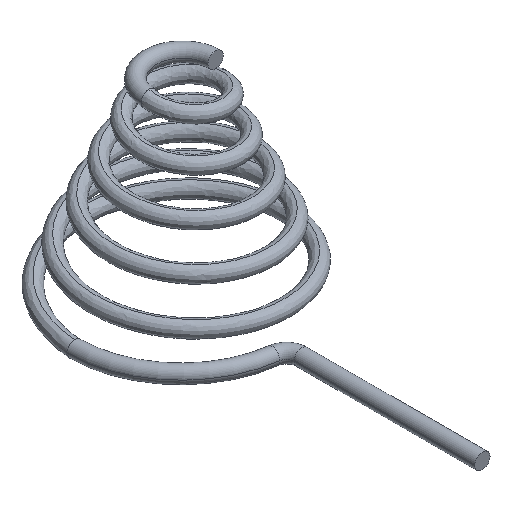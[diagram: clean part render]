
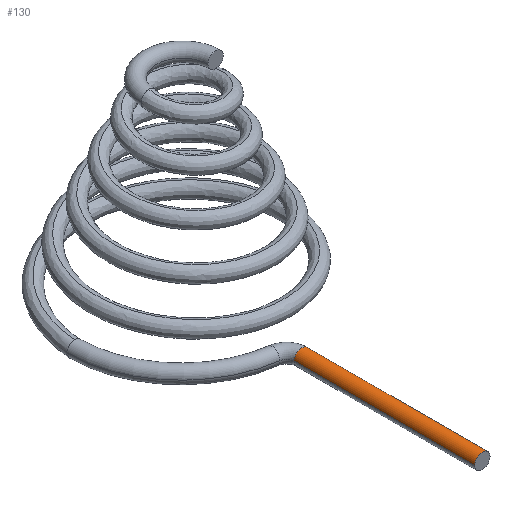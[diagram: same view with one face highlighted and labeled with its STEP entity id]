
A CAD part, isometric view. The second image highlights one B-rep face of the part: STEP entity #130.
In plain terms, the highlighted cylindrical face has radius 0.3 mm (diameter 0.6 mm), a partial arc.
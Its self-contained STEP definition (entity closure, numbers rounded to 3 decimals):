
#51 = VERTEX_POINT ( 'NONE', #141 ) ;
#96 = DIRECTION ( 'NONE',  ( 0., -1., 0. ) ) ;
#111 = ORIENTED_EDGE ( 'NONE', *, *, #993, .F. ) ;
#130 = ADVANCED_FACE ( 'NONE', ( #1305 ), #1176, .T. ) ;
#141 = CARTESIAN_POINT ( 'NONE',  ( 0.3, -4.712, 0. ) ) ;
#199 = CARTESIAN_POINT ( 'NONE',  ( 0.3, -11.75, 0. ) ) ;
#259 = DIRECTION ( 'NONE',  ( 0., -1., 0. ) ) ;
#272 = LINE ( 'NONE', #1492, #1892 ) ;
#341 = AXIS2_PLACEMENT_3D ( 'NONE', #1514, #1318, #496 ) ;
#385 = VERTEX_POINT ( 'NONE', #1847 ) ;
#406 = ORIENTED_EDGE ( 'NONE', *, *, #1596, .F. ) ;
#496 = DIRECTION ( 'NONE',  ( 1., 0., 0. ) ) ;
#580 = DIRECTION ( 'NONE',  ( 0., 0., -1. ) ) ;
#739 = ORIENTED_EDGE ( 'NONE', *, *, #1453, .T. ) ;
#748 = ORIENTED_EDGE ( 'NONE', *, *, #786, .T. ) ;
#786 = EDGE_CURVE ( 'NONE', #385, #1121, #272, .T. ) ;
#884 = LINE ( 'NONE', #1926, #1607 ) ;
#946 = CARTESIAN_POINT ( 'NONE',  ( 0., -11.75, 0. ) ) ;
#951 = VERTEX_POINT ( 'NONE', #199 ) ;
#993 = EDGE_CURVE ( 'NONE', #51, #951, #884, .T. ) ;
#1031 = AXIS2_PLACEMENT_3D ( 'NONE', #946, #1829, #1792 ) ;
#1121 = VERTEX_POINT ( 'NONE', #2076 ) ;
#1176 = CYLINDRICAL_SURFACE ( 'NONE', #341, 0.3 ) ;
#1278 = CIRCLE ( 'NONE', #1031, 0.3 ) ;
#1305 = FACE_OUTER_BOUND ( 'NONE', #2103, .T. ) ;
#1315 = AXIS2_PLACEMENT_3D ( 'NONE', #1947, #96, #580 ) ;
#1318 = DIRECTION ( 'NONE',  ( 0., -1., 0. ) ) ;
#1404 = DIRECTION ( 'NONE',  ( 0., -1., 0. ) ) ;
#1453 = EDGE_CURVE ( 'NONE', #51, #385, #1923, .T. ) ;
#1492 = CARTESIAN_POINT ( 'NONE',  ( -0.3, -4.712, 0. ) ) ;
#1514 = CARTESIAN_POINT ( 'NONE',  ( 0., -4.712, 0. ) ) ;
#1596 = EDGE_CURVE ( 'NONE', #951, #1121, #1278, .T. ) ;
#1607 = VECTOR ( 'NONE', #1404, 1000. ) ;
#1792 = DIRECTION ( 'NONE',  ( 1., 0., 0. ) ) ;
#1829 = DIRECTION ( 'NONE',  ( 0., -1., 0. ) ) ;
#1847 = CARTESIAN_POINT ( 'NONE',  ( -0.3, -4.712, 0. ) ) ;
#1892 = VECTOR ( 'NONE', #259, 1000. ) ;
#1923 = CIRCLE ( 'NONE', #1315, 0.3 ) ;
#1926 = CARTESIAN_POINT ( 'NONE',  ( 0.3, -4.712, 0. ) ) ;
#1947 = CARTESIAN_POINT ( 'NONE',  ( 0., -4.712, 0. ) ) ;
#2076 = CARTESIAN_POINT ( 'NONE',  ( -0.3, -11.75, 0. ) ) ;
#2103 = EDGE_LOOP ( 'NONE', ( #748, #406, #111, #739 ) ) ;
